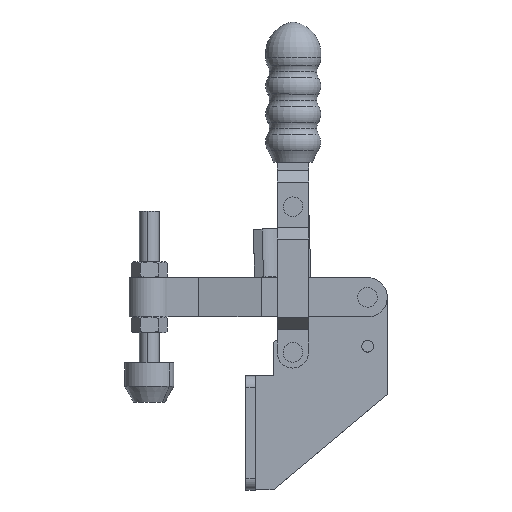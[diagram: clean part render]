
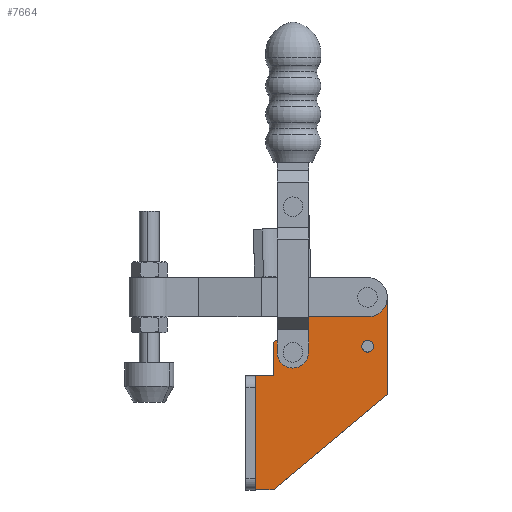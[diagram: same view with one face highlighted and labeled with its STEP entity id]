
A CAD part, top view. The second image highlights one B-rep face of the part: STEP entity #7664.
In plain terms, the highlighted planar face has unit normal (0, 0, 1).
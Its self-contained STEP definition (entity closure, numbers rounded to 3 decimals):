
#61 = VERTEX_POINT ( 'NONE', #4231 ) ;
#75 = CARTESIAN_POINT ( 'NONE',  ( -24., 13., 2.5 ) ) ;
#84 = VERTEX_POINT ( 'NONE', #5814 ) ;
#87 = EDGE_CURVE ( 'NONE', #3829, #84, #5615, .T. ) ;
#114 = CARTESIAN_POINT ( 'NONE',  ( -3.5, 14.56, 2.5 ) ) ;
#152 = ORIENTED_EDGE ( 'NONE', *, *, #6086, .T. ) ;
#218 = EDGE_CURVE ( 'NONE', #8005, #61, #8411, .T. ) ;
#259 = AXIS2_PLACEMENT_3D ( 'NONE', #1285, #6406, #2033 ) ;
#278 = DIRECTION ( 'NONE',  ( 0., 0., 1. ) ) ;
#408 = AXIS2_PLACEMENT_3D ( 'NONE', #4637, #278, #5383 ) ;
#432 = AXIS2_PLACEMENT_3D ( 'NONE', #4704, #9177, #4676 ) ;
#480 = CIRCLE ( 'NONE', #8134, 1.25 ) ;
#540 = PLANE ( 'NONE',  #259 ) ;
#679 = EDGE_CURVE ( 'NONE', #874, #4826, #1613, .T. ) ;
#750 = VECTOR ( 'NONE', #6435, 1000. ) ;
#763 = ORIENTED_EDGE ( 'NONE', *, *, #218, .F. ) ;
#785 = EDGE_CURVE ( 'NONE', #4826, #3984, #4100, .T. ) ;
#818 = DIRECTION ( 'NONE',  ( 1., 0., 0. ) ) ;
#874 = VERTEX_POINT ( 'NONE', #2848 ) ;
#1036 = EDGE_CURVE ( 'NONE', #61, #8005, #6033, .T. ) ;
#1055 = VECTOR ( 'NONE', #8950, 1000. ) ;
#1160 = FACE_BOUND ( 'NONE', #1185, .T. ) ;
#1185 = EDGE_LOOP ( 'NONE', ( #3855, #6688 ) ) ;
#1285 = CARTESIAN_POINT ( 'NONE',  ( -24., 13., 2.5 ) ) ;
#1313 = CARTESIAN_POINT ( 'NONE',  ( -36., -21.98, 2.5 ) ) ;
#1391 = ORIENTED_EDGE ( 'NONE', *, *, #679, .T. ) ;
#1613 = LINE ( 'NONE', #8464, #3320 ) ;
#1767 = EDGE_CURVE ( 'NONE', #3585, #4933, #6050, .T. ) ;
#1881 = LINE ( 'NONE', #2307, #5532 ) ;
#2033 = DIRECTION ( 'NONE',  ( 1., 0., 0. ) ) ;
#2121 = LINE ( 'NONE', #8928, #3825 ) ;
#2152 = DIRECTION ( 'NONE',  ( 1., 0., 0. ) ) ;
#2171 = VECTOR ( 'NONE', #3475, 1000. ) ;
#2174 = CARTESIAN_POINT ( 'NONE',  ( -5., 27., 2.5 ) ) ;
#2307 = CARTESIAN_POINT ( 'NONE',  ( 0., 2.354, 2.5 ) ) ;
#2354 = CARTESIAN_POINT ( 'NONE',  ( -33.5, 7.02, 2.5 ) ) ;
#2505 = DIRECTION ( 'NONE',  ( 0., 0., 1. ) ) ;
#2592 = EDGE_LOOP ( 'NONE', ( #4931, #763 ) ) ;
#2709 = DIRECTION ( 'NONE',  ( 0., 0., 1. ) ) ;
#2799 = AXIS2_PLACEMENT_3D ( 'NONE', #7017, #6418, #7417 ) ;
#2848 = CARTESIAN_POINT ( 'NONE',  ( -29., 15.527, 2.5 ) ) ;
#2949 = DIRECTION ( 'NONE',  ( 0.766, 0.643, 0. ) ) ;
#2982 = CARTESIAN_POINT ( 'NONE',  ( -29., -21.98, 2.5 ) ) ;
#3000 = DIRECTION ( 'NONE',  ( 0., -1., 0. ) ) ;
#3192 = AXIS2_PLACEMENT_3D ( 'NONE', #7099, #2709, #7858 ) ;
#3304 = CARTESIAN_POINT ( 'NONE',  ( 0., 2.354, 2.5 ) ) ;
#3320 = VECTOR ( 'NONE', #3000, 1000. ) ;
#3447 = CARTESIAN_POINT ( 'NONE',  ( -7.966, 31.025, 2.5 ) ) ;
#3475 = DIRECTION ( 'NONE',  ( -1., 0., 0. ) ) ;
#3529 = DIRECTION ( 'NONE',  ( 1., 0., 0. ) ) ;
#3562 = VERTEX_POINT ( 'NONE', #4717 ) ;
#3585 = VERTEX_POINT ( 'NONE', #6949 ) ;
#3732 = ORIENTED_EDGE ( 'NONE', *, *, #7052, .F. ) ;
#3825 = VECTOR ( 'NONE', #4509, 1000. ) ;
#3829 = VERTEX_POINT ( 'NONE', #4997 ) ;
#3855 = ORIENTED_EDGE ( 'NONE', *, *, #87, .F. ) ;
#3949 = VERTEX_POINT ( 'NONE', #114 ) ;
#3984 = VERTEX_POINT ( 'NONE', #2354 ) ;
#4061 = EDGE_CURVE ( 'NONE', #3562, #3949, #4392, .T. ) ;
#4100 = LINE ( 'NONE', #7026, #2171 ) ;
#4231 = CARTESIAN_POINT ( 'NONE',  ( -6.25, 27., 2.5 ) ) ;
#4392 = CIRCLE ( 'NONE', #408, 1.5 ) ;
#4509 = DIRECTION ( 'NONE',  ( -0.805, -0.593, 0. ) ) ;
#4554 = EDGE_CURVE ( 'NONE', #5957, #3585, #1881, .T. ) ;
#4594 = CARTESIAN_POINT ( 'NONE',  ( -3.75, 27., 2.5 ) ) ;
#4615 = LINE ( 'NONE', #1313, #750 ) ;
#4637 = CARTESIAN_POINT ( 'NONE',  ( -5., 14.56, 2.5 ) ) ;
#4676 = DIRECTION ( 'NONE',  ( 1., 0., 0. ) ) ;
#4704 = CARTESIAN_POINT ( 'NONE',  ( -5., 27., 2.5 ) ) ;
#4717 = CARTESIAN_POINT ( 'NONE',  ( -6.5, 14.56, 2.5 ) ) ;
#4776 = CARTESIAN_POINT ( 'NONE',  ( -29., -21.98, 2.5 ) ) ;
#4826 = VERTEX_POINT ( 'NONE', #8478 ) ;
#4931 = ORIENTED_EDGE ( 'NONE', *, *, #1036, .F. ) ;
#4933 = VERTEX_POINT ( 'NONE', #3447 ) ;
#4967 = ORIENTED_EDGE ( 'NONE', *, *, #785, .T. ) ;
#4978 = ORIENTED_EDGE ( 'NONE', *, *, #4554, .T. ) ;
#4997 = CARTESIAN_POINT ( 'NONE',  ( -25.25, 13., 2.5 ) ) ;
#5026 = FACE_BOUND ( 'NONE', #8098, .T. ) ;
#5170 = DIRECTION ( 'NONE',  ( 0., 0., 1. ) ) ;
#5264 = FACE_OUTER_BOUND ( 'NONE', #7850, .T. ) ;
#5383 = DIRECTION ( 'NONE',  ( 1., 0., 0. ) ) ;
#5417 = ORIENTED_EDGE ( 'NONE', *, *, #1767, .T. ) ;
#5532 = VECTOR ( 'NONE', #6761, 1000. ) ;
#5615 = CIRCLE ( 'NONE', #2799, 1.25 ) ;
#5779 = EDGE_CURVE ( 'NONE', #4933, #874, #2121, .T. ) ;
#5814 = CARTESIAN_POINT ( 'NONE',  ( -22.75, 13., 2.5 ) ) ;
#5818 = VECTOR ( 'NONE', #2949, 1000. ) ;
#5957 = VERTEX_POINT ( 'NONE', #3304 ) ;
#5994 = CARTESIAN_POINT ( 'NONE',  ( -33.5, 13., 2.5 ) ) ;
#6033 = CIRCLE ( 'NONE', #432, 1.25 ) ;
#6050 = CIRCLE ( 'NONE', #7062, 5. ) ;
#6086 = EDGE_CURVE ( 'NONE', #6854, #9205, #4615, .T. ) ;
#6222 = AXIS2_PLACEMENT_3D ( 'NONE', #2174, #2505, #2152 ) ;
#6406 = DIRECTION ( 'NONE',  ( 0., 0., 1. ) ) ;
#6418 = DIRECTION ( 'NONE',  ( 0., 0., 1. ) ) ;
#6435 = DIRECTION ( 'NONE',  ( 1., 0., 0. ) ) ;
#6688 = ORIENTED_EDGE ( 'NONE', *, *, #7914, .F. ) ;
#6761 = DIRECTION ( 'NONE',  ( 0., 1., 0. ) ) ;
#6784 = CARTESIAN_POINT ( 'NONE',  ( -33.5, -21.98, 2.5 ) ) ;
#6854 = VERTEX_POINT ( 'NONE', #6784 ) ;
#6893 = LINE ( 'NONE', #5994, #1055 ) ;
#6949 = CARTESIAN_POINT ( 'NONE',  ( 0., 27., 2.5 ) ) ;
#7017 = CARTESIAN_POINT ( 'NONE',  ( -24., 13., 2.5 ) ) ;
#7026 = CARTESIAN_POINT ( 'NONE',  ( -36., 7.02, 2.5 ) ) ;
#7052 = EDGE_CURVE ( 'NONE', #3949, #3562, #7840, .T. ) ;
#7062 = AXIS2_PLACEMENT_3D ( 'NONE', #8132, #9004, #3529 ) ;
#7099 = CARTESIAN_POINT ( 'NONE',  ( -5., 14.56, 2.5 ) ) ;
#7209 = ORIENTED_EDGE ( 'NONE', *, *, #7978, .T. ) ;
#7238 = FACE_BOUND ( 'NONE', #2592, .T. ) ;
#7417 = DIRECTION ( 'NONE',  ( 1., 0., 0. ) ) ;
#7664 = ADVANCED_FACE ( 'NONE', ( #7238, #1160, #5026, #5264 ), #540, .T. ) ;
#7772 = ORIENTED_EDGE ( 'NONE', *, *, #5779, .T. ) ;
#7840 = CIRCLE ( 'NONE', #3192, 1.5 ) ;
#7850 = EDGE_LOOP ( 'NONE', ( #4967, #7209, #152, #8674, #4978, #5417, #7772, #1391 ) ) ;
#7858 = DIRECTION ( 'NONE',  ( 1., 0., 0. ) ) ;
#7914 = EDGE_CURVE ( 'NONE', #84, #3829, #480, .T. ) ;
#7917 = EDGE_CURVE ( 'NONE', #9205, #5957, #8061, .T. ) ;
#7978 = EDGE_CURVE ( 'NONE', #3984, #6854, #6893, .T. ) ;
#8005 = VERTEX_POINT ( 'NONE', #4594 ) ;
#8061 = LINE ( 'NONE', #2982, #5818 ) ;
#8098 = EDGE_LOOP ( 'NONE', ( #3732, #8309 ) ) ;
#8132 = CARTESIAN_POINT ( 'NONE',  ( -5., 27., 2.5 ) ) ;
#8134 = AXIS2_PLACEMENT_3D ( 'NONE', #75, #5170, #818 ) ;
#8309 = ORIENTED_EDGE ( 'NONE', *, *, #4061, .F. ) ;
#8411 = CIRCLE ( 'NONE', #6222, 1.25 ) ;
#8464 = CARTESIAN_POINT ( 'NONE',  ( -29., 7.02, 2.5 ) ) ;
#8478 = CARTESIAN_POINT ( 'NONE',  ( -29., 7.02, 2.5 ) ) ;
#8674 = ORIENTED_EDGE ( 'NONE', *, *, #7917, .T. ) ;
#8928 = CARTESIAN_POINT ( 'NONE',  ( -7.966, 31.025, 2.5 ) ) ;
#8950 = DIRECTION ( 'NONE',  ( 0., -1., 0. ) ) ;
#9004 = DIRECTION ( 'NONE',  ( 0., 0., 1. ) ) ;
#9177 = DIRECTION ( 'NONE',  ( 0., 0., 1. ) ) ;
#9205 = VERTEX_POINT ( 'NONE', #4776 ) ;
